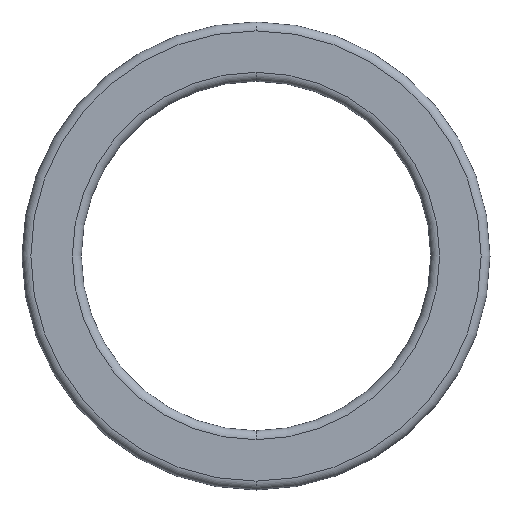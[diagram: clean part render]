
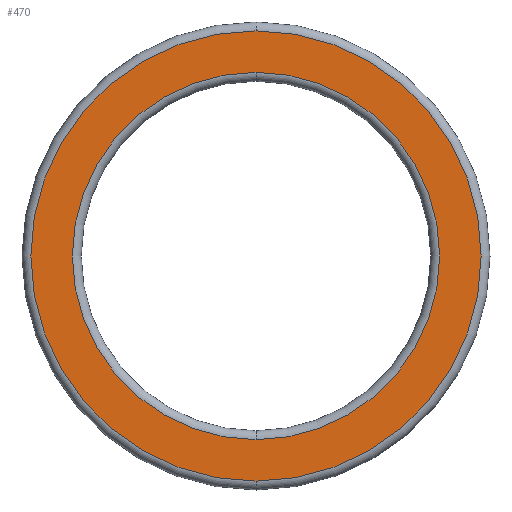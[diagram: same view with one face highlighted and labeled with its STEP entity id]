
A CAD part, front view. The second image highlights one B-rep face of the part: STEP entity #470.
In plain terms, the highlighted planar face has unit normal (0, -1, 0).
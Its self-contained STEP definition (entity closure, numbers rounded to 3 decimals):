
#41 = CARTESIAN_POINT ( 'NONE',  ( 0., -4., -38. ) ) ;
#42 = DIRECTION ( 'NONE',  ( 0., 0., -1. ) ) ;
#43 = DIRECTION ( 'NONE',  ( 0., -1., 0. ) ) ;
#44 = CARTESIAN_POINT ( 'NONE',  ( 0., -4., 0. ) ) ;
#45 = AXIS2_PLACEMENT_3D ( 'NONE', #44, #43, #42 ) ;
#46 = CIRCLE ( 'NONE', #45, 38. ) ;
#47 = CARTESIAN_POINT ( 'NONE',  ( 0., -4., 38. ) ) ;
#74 = DIRECTION ( 'NONE',  ( 0., 0., -1. ) ) ;
#75 = DIRECTION ( 'NONE',  ( 0., -1., 0. ) ) ;
#76 = CARTESIAN_POINT ( 'NONE',  ( 0., -4., 0. ) ) ;
#77 = AXIS2_PLACEMENT_3D ( 'NONE', #76, #75, #74 ) ;
#78 = CIRCLE ( 'NONE', #77, 31. ) ;
#251 = CIRCLE ( 'NONE', #303, 31. ) ;
#266 = DIRECTION ( 'NONE',  ( 0., 0., -1. ) ) ;
#267 = DIRECTION ( 'NONE',  ( 0., -1., 0. ) ) ;
#268 = CARTESIAN_POINT ( 'NONE',  ( 31., -4., 0. ) ) ;
#269 = AXIS2_PLACEMENT_3D ( 'NONE', #268, #267, #266 ) ;
#270 = PLANE ( 'NONE',  #269 ) ;
#271 = FACE_BOUND ( 'NONE', #465, .T. ) ;
#272 = FACE_OUTER_BOUND ( 'NONE', #469, .T. ) ;
#273 = DIRECTION ( 'NONE',  ( 0., 0., -1. ) ) ;
#274 = DIRECTION ( 'NONE',  ( 0., -1., 0. ) ) ;
#275 = CARTESIAN_POINT ( 'NONE',  ( 0., -4., 0. ) ) ;
#276 = AXIS2_PLACEMENT_3D ( 'NONE', #275, #274, #273 ) ;
#277 = CIRCLE ( 'NONE', #276, 38. ) ;
#300 = DIRECTION ( 'NONE',  ( 0., 0., -1. ) ) ;
#301 = DIRECTION ( 'NONE',  ( 0., -1., 0. ) ) ;
#302 = CARTESIAN_POINT ( 'NONE',  ( 0., -4., 0. ) ) ;
#303 = AXIS2_PLACEMENT_3D ( 'NONE', #302, #301, #300 ) ;
#345 = CARTESIAN_POINT ( 'NONE',  ( 0., -4., 31. ) ) ;
#346 = CARTESIAN_POINT ( 'NONE',  ( 0., -4., -31. ) ) ;
#462 = ORIENTED_EDGE ( 'NONE', *, *, #617, .F. ) ;
#464 = ORIENTED_EDGE ( 'NONE', *, *, #489, .F. ) ;
#465 = EDGE_LOOP ( 'NONE', ( #462, #464 ) ) ;
#466 = ORIENTED_EDGE ( 'NONE', *, *, #467, .T. ) ;
#467 = EDGE_CURVE ( 'NONE', #608, #611, #277, .T. ) ;
#468 = ORIENTED_EDGE ( 'NONE', *, *, #610, .T. ) ;
#469 = EDGE_LOOP ( 'NONE', ( #468, #466 ) ) ;
#470 = ADVANCED_FACE ( 'NONE', ( #272, #271 ), #270, .T. ) ;
#489 = EDGE_CURVE ( 'NONE', #533, #532, #251, .T. ) ;
#532 = VERTEX_POINT ( 'NONE', #346 ) ;
#533 = VERTEX_POINT ( 'NONE', #345 ) ;
#608 = VERTEX_POINT ( 'NONE', #47 ) ;
#610 = EDGE_CURVE ( 'NONE', #611, #608, #46, .T. ) ;
#611 = VERTEX_POINT ( 'NONE', #41 ) ;
#617 = EDGE_CURVE ( 'NONE', #532, #533, #78, .T. ) ;
